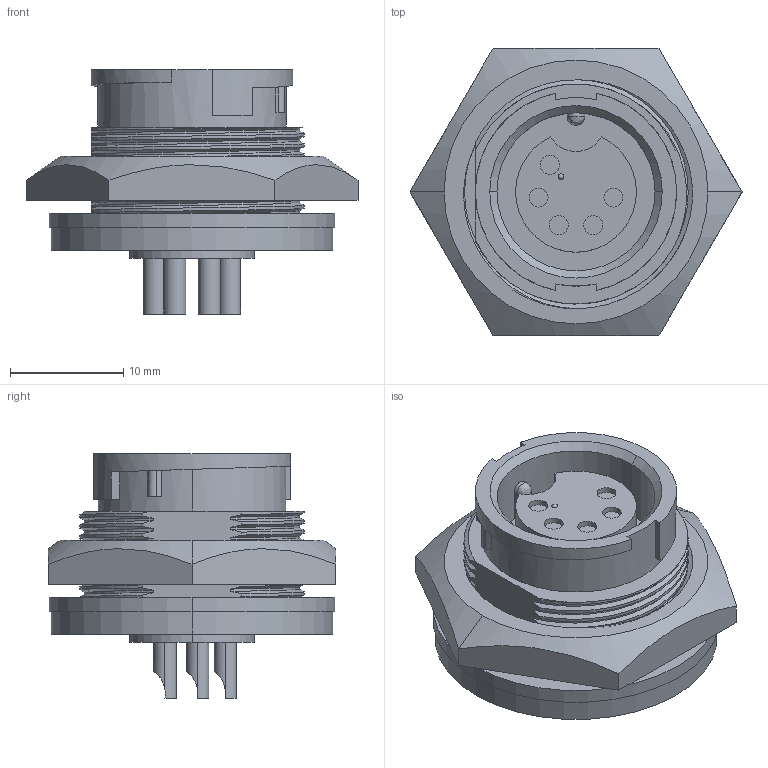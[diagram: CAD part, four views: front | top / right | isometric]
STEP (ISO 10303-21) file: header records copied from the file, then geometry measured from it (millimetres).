
FILE_DESCRIPTION (( 'STEP AP214' ), '1' );
FILE_NAME ('4282-5SG-300.STEP', '2012-08-09T14:02:39', ( 'J0FPBF1' ), ( '' ), 'SwSTEP 2.0', 'SolidWorks 2011', '' );
FILE_SCHEMA (( 'AUTOMOTIVE_DESIGN' ));
Length unit declared in the file: inch
Products named in the file (1): 4282-5SG-300
Bounding box: 29.33 x 25.4 x 21.64 mm (x, y, z)
Volume: 5385.4 mm3; surface area: 3980.1 mm2
Topology: 2 solids, 2 shells, 284 faces, 751 edges, 497 vertices
Faces by surface type: plane 119, bspline 85, cylinder 76, cone 4
Entity records: 22736 total; most frequent: CARTESIAN_POINT 16443, ORIENTED_EDGE 1498, DIRECTION 981, EDGE_CURVE 749, VERTEX_POINT 497, LINE 393, VECTOR 393, EDGE_LOOP 314
